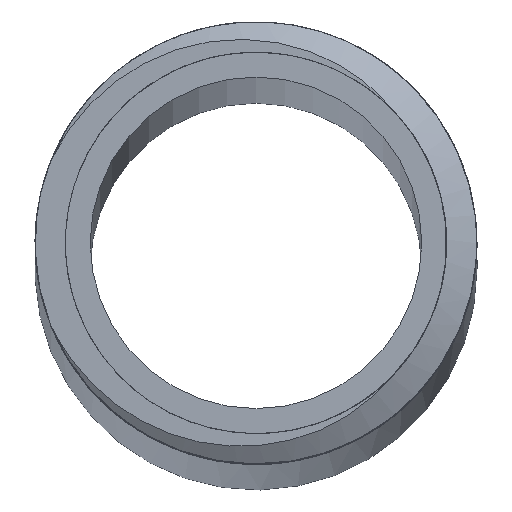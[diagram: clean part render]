
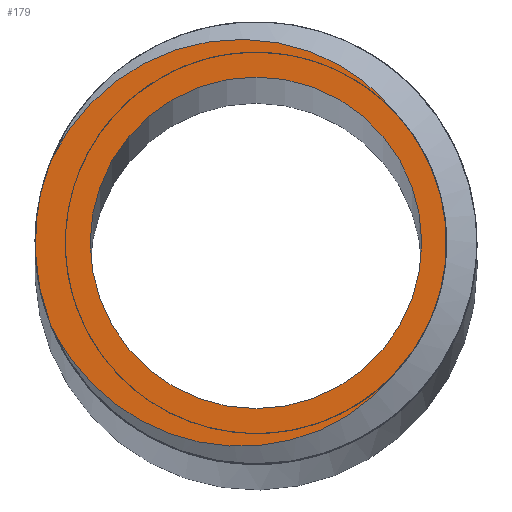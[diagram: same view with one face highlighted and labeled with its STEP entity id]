
A CAD part, top view. The second image highlights one B-rep face of the part: STEP entity #179.
In plain terms, the highlighted planar face has unit normal (0, 0, 1).
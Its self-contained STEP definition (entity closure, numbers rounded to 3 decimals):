
#74=PLANE('',#204);
#77=CIRCLE('',#199,10.);
#79=CIRCLE('',#202,7.5);
#81=CIRCLE('',#205,8.626);
#84=B_SPLINE_CURVE_WITH_KNOTS('',3,(#503,#504,#505,#506,#507,#508,#509),
 .UNSPECIFIED.,.F.,.F.,(4,1,1,1,4),(0.,0.005,
0.009,0.014,0.019),
 .UNSPECIFIED.);
#85=B_SPLINE_CURVE_WITH_KNOTS('',3,(#513,#514,#515,#516,#517,#518,#519),
 .UNSPECIFIED.,.F.,.F.,(4,1,1,1,4),(0.,0.005,
0.009,0.014,0.019),.UNSPECIFIED.);
#97=ORIENTED_EDGE('',*,*,#127,.F.);
#98=ORIENTED_EDGE('',*,*,#128,.T.);
#99=ORIENTED_EDGE('',*,*,#129,.F.);
#100=ORIENTED_EDGE('',*,*,#122,.T.);
#101=ORIENTED_EDGE('',*,*,#125,.F.);
#122=EDGE_CURVE('',#138,#137,#77,.T.);
#125=EDGE_CURVE('',#140,#140,#79,.T.);
#127=EDGE_CURVE('',#142,#137,#84,.T.);
#128=EDGE_CURVE('',#142,#143,#81,.T.);
#129=EDGE_CURVE('',#138,#143,#85,.T.);
#137=VERTEX_POINT('',#361);
#138=VERTEX_POINT('',#363);
#140=VERTEX_POINT('',#499);
#142=VERTEX_POINT('',#510);
#143=VERTEX_POINT('',#512);
#154=EDGE_LOOP('',(#97,#98,#99,#100));
#155=EDGE_LOOP('',(#101));
#166=FACE_BOUND('',#154,.T.);
#167=FACE_BOUND('',#155,.T.);
#179=ADVANCED_FACE('',(#166,#167),#74,.T.);
#199=AXIS2_PLACEMENT_3D('',#362,#230,#231);
#202=AXIS2_PLACEMENT_3D('',#498,#236,#237);
#204=AXIS2_PLACEMENT_3D('',#502,#240,#241);
#205=AXIS2_PLACEMENT_3D('',#511,#242,#243);
#230=DIRECTION('',(0.,0.,1.));
#231=DIRECTION('',(1.,0.,0.));
#236=DIRECTION('',(0.,0.,1.));
#237=DIRECTION('',(1.,0.,0.));
#240=DIRECTION('',(0.,0.,1.));
#241=DIRECTION('',(1.,0.,0.));
#242=DIRECTION('',(0.,0.,1.));
#243=DIRECTION('',(1.,0.,0.));
#361=CARTESIAN_POINT('',(-9.279,-3.728,677.5));
#362=CARTESIAN_POINT('',(0.,0.,677.5));
#363=CARTESIAN_POINT('',(-9.279,3.728,677.5));
#498=CARTESIAN_POINT('',(0.,0.,677.5));
#499=CARTESIAN_POINT('',(7.5,0.,677.5));
#502=CARTESIAN_POINT('',(0.,0.,677.5));
#503=CARTESIAN_POINT('',(6.218,-5.979,677.5));
#504=CARTESIAN_POINT('',(5.227,-7.189,677.5));
#505=CARTESIAN_POINT('',(2.617,-9.025,677.5));
#506=CARTESIAN_POINT('',(-2.185,-9.488,677.5));
#507=CARTESIAN_POINT('',(-6.583,-7.595,677.5));
#508=CARTESIAN_POINT('',(-8.597,-5.136,677.5));
#509=CARTESIAN_POINT('',(-9.279,-3.728,677.5));
#510=CARTESIAN_POINT('',(6.218,-5.979,677.5));
#511=CARTESIAN_POINT('',(0.,0.,677.5));
#512=CARTESIAN_POINT('',(6.218,5.979,677.5));
#513=CARTESIAN_POINT('',(-9.279,3.728,677.5));
#514=CARTESIAN_POINT('',(-8.598,5.134,677.5));
#515=CARTESIAN_POINT('',(-6.588,7.591,677.5));
#516=CARTESIAN_POINT('',(-2.19,9.487,677.5));
#517=CARTESIAN_POINT('',(2.61,9.028,677.5));
#518=CARTESIAN_POINT('',(5.226,7.19,677.5));
#519=CARTESIAN_POINT('',(6.218,5.979,677.5));
